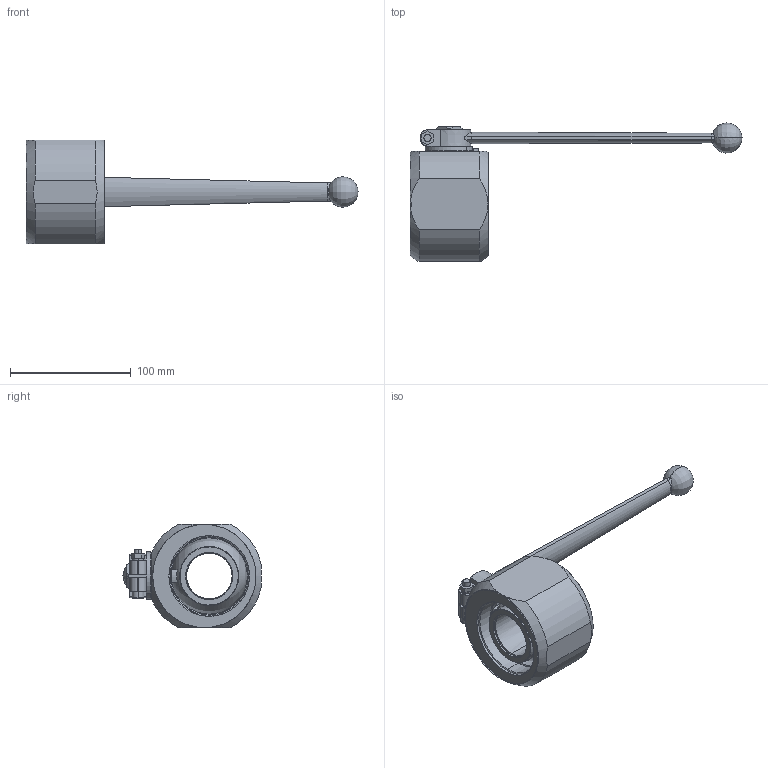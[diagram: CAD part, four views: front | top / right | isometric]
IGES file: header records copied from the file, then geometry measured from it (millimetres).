
Start section: SolidWorks IGES file using analytic representation for surfaces
Global section: file name: BV 3 Type AA.IGS; native system: SolidWorks 2011; preprocessor: SolidWorks 2011; author: P.Mehta; date: 111107.073728; units: millimetre
Bounding box: 275 x 114.45 x 86 mm (x, y, z)
Surface area: 76729.9 mm2 (no closed solid volume)
Topology: 0 solids, 0 shells, 158 faces, 2294 edges, 2292 vertices
Faces by surface type: revolution 91, bspline 67
